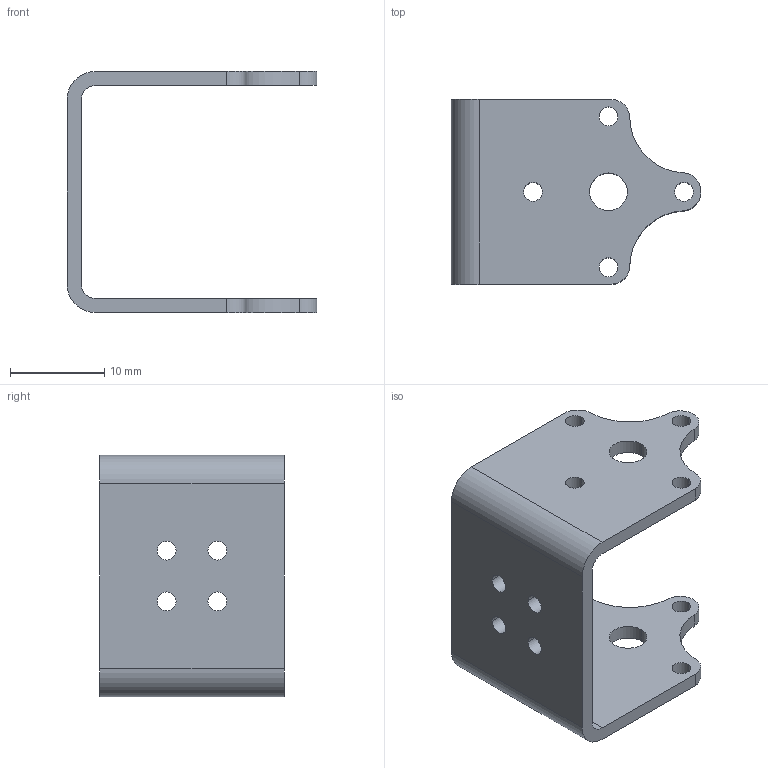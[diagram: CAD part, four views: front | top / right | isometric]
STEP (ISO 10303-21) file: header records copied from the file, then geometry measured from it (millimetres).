
FILE_DESCRIPTION (( 'STEP AP203' ), '1' );
FILE_NAME ('FM01-12-00102 U12U倰儂旯盓殤', '2025-11-25T02:03:14', ( 'Windows 蚚' ), ( '' ), 'SwSTEP 2.0', 'SolidWorks 2021', '' );
FILE_SCHEMA (( 'CONFIG_CONTROL_DESIGN' ));
Length unit declared in the file: millimetre
Products named in the file (1): FM01-12-00102 U12U型机身支架í_§_ü¨a__ì_¨1
Bounding box: 26.5 x 19.6 x 25.6 mm (x, y, z)
Volume: 1754.5 mm3; surface area: 2744.3 mm2
Topology: 1 solids, 1 shells, 54 faces, 156 edges, 104 vertices
Faces by surface type: cylinder 44, plane 10
Entity records: 1961 total; most frequent: DIRECTION 354, CARTESIAN_POINT 315, ORIENTED_EDGE 312, EDGE_CURVE 156, AXIS2_PLACEMENT_3D 143, VERTEX_POINT 104, CIRCLE 88, EDGE_LOOP 82
